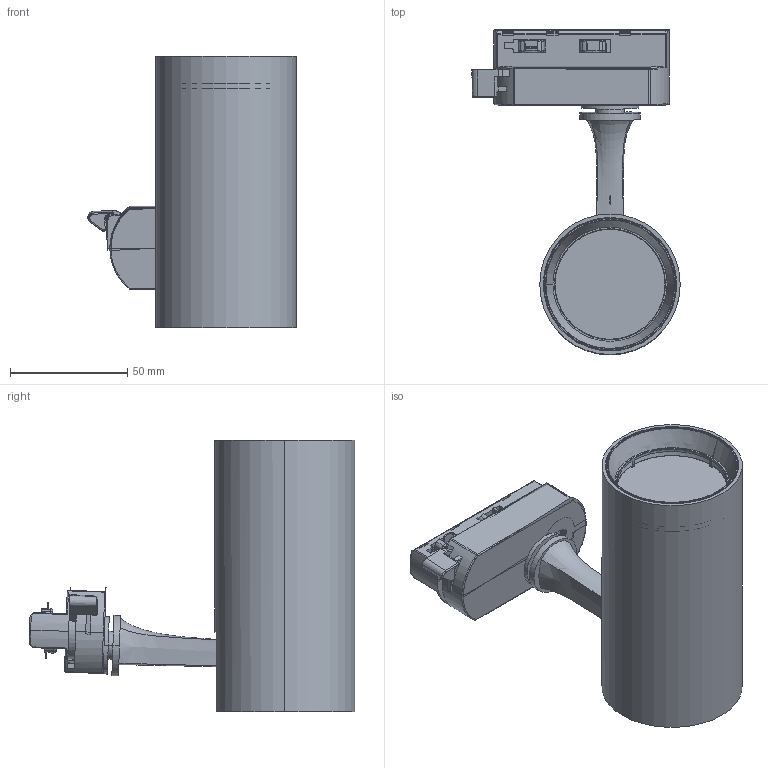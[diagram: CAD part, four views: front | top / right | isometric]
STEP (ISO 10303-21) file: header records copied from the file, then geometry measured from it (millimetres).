
FILE_DESCRIPTION (( 'STEP AP214' ), '1' );
FILE_NAME ('dtzj_asm.STEP', '2020-05-29T03:12:29', ( '微软用户' ), ( '微软中国' ), 'SwSTEP 2.0', 'SolidWorks 2017', '' );
FILE_SCHEMA (( 'AUTOMOTIVE_DESIGN' ));
Length unit declared in the file: millimetre
Products named in the file (24): _____-__B_ASM; dtzj_asm; _____-__B; _____-__A_ASM; _____-___2; _____-__; _____-__A; _____-__2; bi; 55QH0313; PRT0021; PRT0023; PRT0020; DYZJ_ASM; 3022QD; 3022QDHG; M5; 56hg1234; ZJ; ______asm; 55QH; _____-_ - 萵掛; DT; M3-__-H6
Assembly tree (27 placements, depth 4):
  dtzj_asm
    DT
    55QH
    ZJ
    M5
    DYZJ_ASM
      3022QDHG
      3022QD
    PRT0020
    PRT0023
    PRT0021
    55QH0313
    bi
    ______asm
      _____-__2
      _____-__A_ASM
        _____-__A
        _____-__  x2
        _____-___2
      _____-__B_ASM
        _____-__B
        _____-__
        _____-___2
      M3-__-H6  x2
      _____-_ - 萵掛
    56hg1234
Bounding box: 89.04 x 139.16 x 115.93 mm (x, y, z)
Volume: 143676.1 mm3; surface area: 167935.7 mm2
Topology: 21 solids, 27 shells, 2057 faces, 5731 edges, 3672 vertices
Faces by surface type: plane 1117, cylinder 621, bspline 180, cone 101, torus 38
Entity records: 67202 total; most frequent: CARTESIAN_POINT 19230, ORIENTED_EDGE 10304, DIRECTION 9411, EDGE_CURVE 5180, VERTEX_POINT 3373, AXIS2_PLACEMENT_3D 3139, VECTOR 3133, LINE 3133
